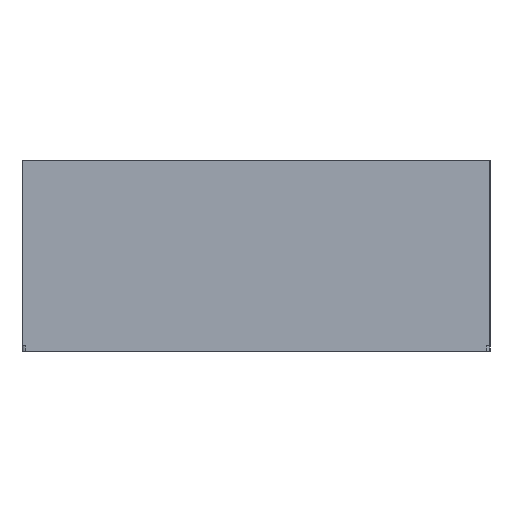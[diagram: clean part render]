
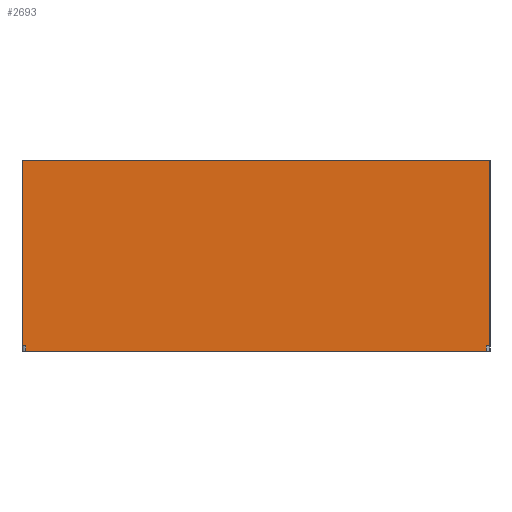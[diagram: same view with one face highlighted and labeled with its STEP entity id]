
A CAD part, left-side view. The second image highlights one B-rep face of the part: STEP entity #2693.
In plain terms, the highlighted planar face has unit normal (-1, 0, 0).
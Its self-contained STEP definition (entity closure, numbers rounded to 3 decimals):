
#2693=ADVANCED_FACE('',(#7170),#7171,.T.);
#3221=VERTEX_POINT('',#7779);
#3227=VERTEX_POINT('',#7785);
#3229=EDGE_CURVE('',#3227,#3221,#7787,.T.);
#3235=VERTEX_POINT('',#7793);
#3239=VERTEX_POINT('',#7797);
#3243=EDGE_CURVE('',#3235,#3239,#7801,.T.);
#3245=VERTEX_POINT('',#7803);
#3255=VERTEX_POINT('',#7813);
#3259=EDGE_CURVE('',#3255,#3245,#7817,.T.);
#5319=EDGE_CURVE('',#3239,#3245,#9877,.T.);
#5321=VERTEX_POINT('',#9879);
#5323=EDGE_CURVE('',#5321,#3235,#9881,.T.);
#5327=VERTEX_POINT('',#9885);
#5329=EDGE_CURVE('',#5327,#3221,#9887,.T.);
#5331=EDGE_CURVE('',#5327,#5321,#9889,.T.);
#5333=EDGE_CURVE('',#3227,#3255,#9891,.T.);
#7170=FACE_OUTER_BOUND('',#11758,.T.);
#7171=PLANE('',#11759);
#7779=CARTESIAN_POINT('',(0.,248.0,3.0));
#7785=CARTESIAN_POINT('',(0.0,250.0,3.0));
#7787=LINE('',#12509,#12510);
#7793=CARTESIAN_POINT('',(0.0,2.0,3.0));
#7797=CARTESIAN_POINT('',(0.0,0.0,3.0));
#7801=LINE('',#12530,#12531);
#7803=CARTESIAN_POINT('',(0.0,0.0,102.0));
#7813=CARTESIAN_POINT('',(0.0,250.0,102.0));
#7817=LINE('',#12554,#12555);
#9877=LINE('',#16146,#16147);
#9879=CARTESIAN_POINT('',(0.0,2.0,0.0));
#9881=LINE('',#16152,#16153);
#9885=CARTESIAN_POINT('',(0.,248.0,0.0));
#9887=LINE('',#16161,#16162);
#9889=LINE('',#16165,#16166);
#9891=LINE('',#16169,#16170);
#11758=EDGE_LOOP('',(#20215,#20216,#20217,#20218,#20219,#20220,#20221,#20222));
#11759=AXIS2_PLACEMENT_3D('',#20223,#20224,#20225);
#12509=CARTESIAN_POINT('',(0.0,250.0,3.0));
#12510=VECTOR('',#21144,250.0);
#12530=CARTESIAN_POINT('',(0.0,250.0,3.0));
#12531=VECTOR('',#21150,250.0);
#12554=CARTESIAN_POINT('',(0.0,250.0,102.0));
#12555=VECTOR('',#21154,250.0);
#16146=CARTESIAN_POINT('',(0.0,0.0,3.0));
#16147=VECTOR('',#21865,99.0);
#16152=CARTESIAN_POINT('',(0.0,2.0,0.0));
#16153=VECTOR('',#21866,1.0);
#16161=CARTESIAN_POINT('',(0.,248.0,0.0));
#16162=VECTOR('',#21870,1.0);
#16165=CARTESIAN_POINT('',(0.0,248.0,0.0));
#16166=VECTOR('',#21871,1.0);
#16169=CARTESIAN_POINT('',(0.0,250.0,3.0));
#16170=VECTOR('',#21872,99.0);
#20215=ORIENTED_EDGE('',*,*,#5329,.F.);
#20216=ORIENTED_EDGE('',*,*,#5331,.T.);
#20217=ORIENTED_EDGE('',*,*,#5323,.T.);
#20218=ORIENTED_EDGE('',*,*,#3243,.T.);
#20219=ORIENTED_EDGE('',*,*,#5319,.T.);
#20220=ORIENTED_EDGE('',*,*,#3259,.F.);
#20221=ORIENTED_EDGE('',*,*,#5333,.F.);
#20222=ORIENTED_EDGE('',*,*,#3229,.T.);
#20223=CARTESIAN_POINT('',(0.0,2.0,0.0));
#20224=DIRECTION('',(-1.0,0.0,0.0));
#20225=DIRECTION('',(0.0,1.0,0.0));
#21144=DIRECTION('',(0.0,-1.0,0.0));
#21150=DIRECTION('',(0.0,-1.0,0.0));
#21154=DIRECTION('',(0.0,-1.0,0.0));
#21865=DIRECTION('',(0.0,0.0,1.0));
#21866=DIRECTION('',(0.0,0.0,1.0));
#21870=DIRECTION('',(0.0,0.0,1.0));
#21871=DIRECTION('',(0.0,-1.0,0.0));
#21872=DIRECTION('',(0.0,0.0,1.0));
